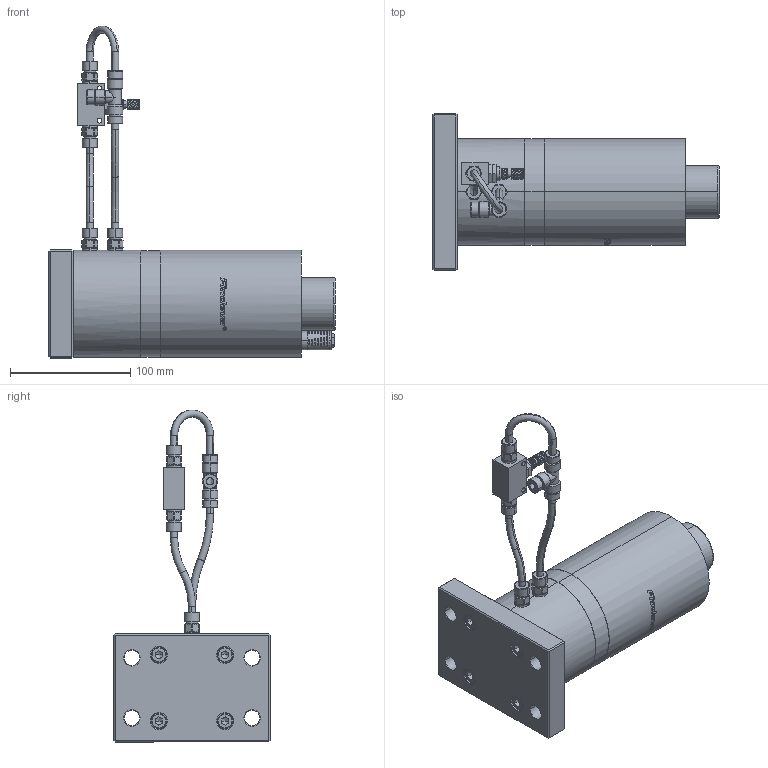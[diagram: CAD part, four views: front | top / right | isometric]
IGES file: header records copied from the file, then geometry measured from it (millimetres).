
Global section: file name: No Iges File Name specified; native system: Autodesk Inventor 2011; preprocessor: AutoDesk Inventor Iges Exporter R2011; author: Petr; date: 20120221.151024; units: millimetre
Bounding box: 238 x 130 x 276.25 mm (x, y, z)
Volume: 1474604.2 mm3; surface area: 133814.5 mm2
Topology: 6 solids, 30 shells, 1760 faces, 4038 edges, 2360 vertices
Faces by surface type: bspline 802, plane 341, cylinder 331, cone 146, revolution 98, torus 42
